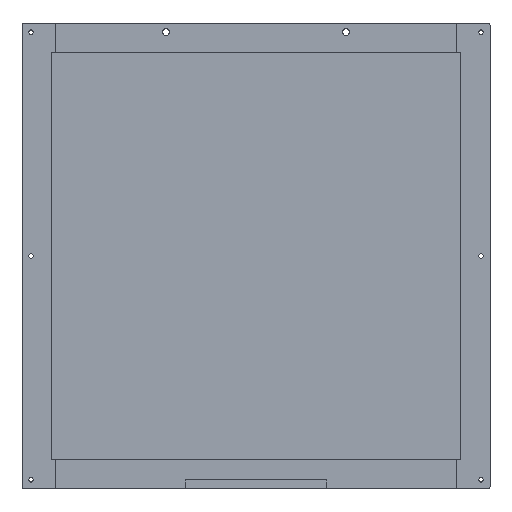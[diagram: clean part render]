
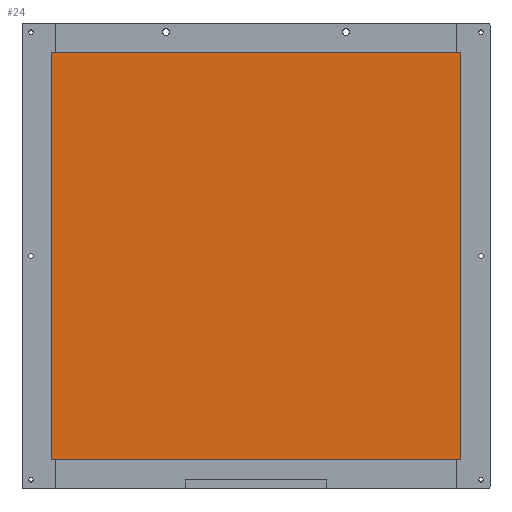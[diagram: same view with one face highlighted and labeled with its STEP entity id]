
A CAD part, top view. The second image highlights one B-rep face of the part: STEP entity #24.
In plain terms, the highlighted planar face has unit normal (0, 0, 1).
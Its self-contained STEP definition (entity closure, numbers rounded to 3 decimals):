
#7 = CARTESIAN_POINT ( 'NONE',  ( 455., 452.5, 7.6 ) ) ;
#24 = ADVANCED_FACE ( 'NONE', ( #1350 ), #1036, .T. ) ;
#70 = ORIENTED_EDGE ( 'NONE', *, *, #1145, .T. ) ;
#95 = AXIS2_PLACEMENT_3D ( 'NONE', #388, #593, #268 ) ;
#165 = EDGE_LOOP ( 'NONE', ( #312, #70, #773, #540 ) ) ;
#215 = VERTEX_POINT ( 'NONE', #1088 ) ;
#235 = DIRECTION ( 'NONE',  ( 0., 1., 0. ) ) ;
#268 = DIRECTION ( 'NONE',  ( 1., 0., 0. ) ) ;
#308 = EDGE_CURVE ( 'NONE', #834, #990, #1017, .T. ) ;
#312 = ORIENTED_EDGE ( 'NONE', *, *, #308, .T. ) ;
#356 = LINE ( 'NONE', #598, #1143 ) ;
#388 = CARTESIAN_POINT ( 'NONE',  ( 0., 0., 7.6 ) ) ;
#446 = VECTOR ( 'NONE', #865, 1000. ) ;
#449 = CARTESIAN_POINT ( 'NONE',  ( 455., -452.5, 7.6 ) ) ;
#540 = ORIENTED_EDGE ( 'NONE', *, *, #1103, .T. ) ;
#589 = EDGE_CURVE ( 'NONE', #215, #1274, #356, .T. ) ;
#593 = DIRECTION ( 'NONE',  ( 0., 0., 1. ) ) ;
#598 = CARTESIAN_POINT ( 'NONE',  ( -455., -452.5, 7.6 ) ) ;
#651 = VECTOR ( 'NONE', #784, 1000. ) ;
#699 = VECTOR ( 'NONE', #235, 1000. ) ;
#773 = ORIENTED_EDGE ( 'NONE', *, *, #589, .T. ) ;
#784 = DIRECTION ( 'NONE',  ( 0., -1., 0. ) ) ;
#800 = LINE ( 'NONE', #449, #699 ) ;
#826 = CARTESIAN_POINT ( 'NONE',  ( 455., 452.5, 7.6 ) ) ;
#834 = VERTEX_POINT ( 'NONE', #826 ) ;
#850 = CARTESIAN_POINT ( 'NONE',  ( -455., 452.5, 7.6 ) ) ;
#865 = DIRECTION ( 'NONE',  ( -1., 0., 0. ) ) ;
#990 = VERTEX_POINT ( 'NONE', #850 ) ;
#1017 = LINE ( 'NONE', #7, #446 ) ;
#1036 = PLANE ( 'NONE',  #95 ) ;
#1088 = CARTESIAN_POINT ( 'NONE',  ( -455., -452.5, 7.6 ) ) ;
#1103 = EDGE_CURVE ( 'NONE', #1274, #834, #800, .T. ) ;
#1139 = CARTESIAN_POINT ( 'NONE',  ( 455., -452.5, 7.6 ) ) ;
#1143 = VECTOR ( 'NONE', #1250, 1000. ) ;
#1145 = EDGE_CURVE ( 'NONE', #990, #215, #1317, .T. ) ;
#1250 = DIRECTION ( 'NONE',  ( 1., 0., 0. ) ) ;
#1274 = VERTEX_POINT ( 'NONE', #1139 ) ;
#1317 = LINE ( 'NONE', #1321, #651 ) ;
#1321 = CARTESIAN_POINT ( 'NONE',  ( -455., 452.5, 7.6 ) ) ;
#1350 = FACE_OUTER_BOUND ( 'NONE', #165, .T. ) ;
